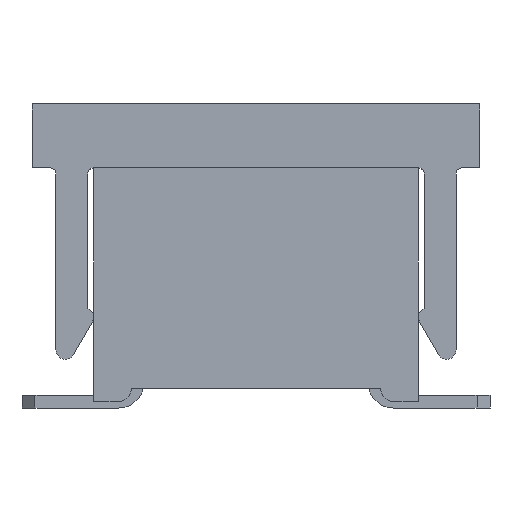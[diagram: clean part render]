
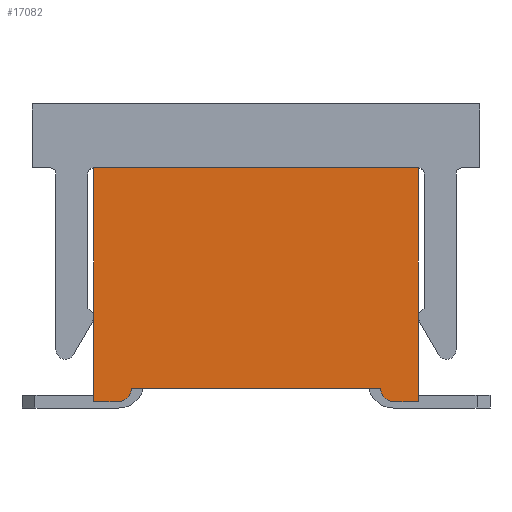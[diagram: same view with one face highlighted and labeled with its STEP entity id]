
A CAD part, front view. The second image highlights one B-rep face of the part: STEP entity #17082.
In plain terms, the highlighted face is planar.
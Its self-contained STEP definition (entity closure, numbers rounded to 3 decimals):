
#650=PLANE('',#18632);
#2604=LINE('',#28373,#4558);
#2607=LINE('',#28378,#4561);
#2608=LINE('',#28380,#4562);
#2609=LINE('',#28382,#4563);
#2610=LINE('',#28384,#4564);
#2611=LINE('',#28386,#4565);
#4558=VECTOR('',#23379,1000.);
#4561=VECTOR('',#23386,1000.);
#4562=VECTOR('',#23387,1000.);
#4563=VECTOR('',#23388,1000.);
#4564=VECTOR('',#23389,1000.);
#4565=VECTOR('',#23390,1000.);
#9274=ORIENTED_EDGE('',*,*,#11983,.T.);
#9275=ORIENTED_EDGE('',*,*,#11568,.T.);
#9276=ORIENTED_EDGE('',*,*,#11980,.F.);
#9277=ORIENTED_EDGE('',*,*,#11600,.T.);
#9278=ORIENTED_EDGE('',*,*,#11984,.T.);
#9279=ORIENTED_EDGE('',*,*,#11985,.T.);
#9280=ORIENTED_EDGE('',*,*,#11986,.T.);
#9281=ORIENTED_EDGE('',*,*,#11987,.T.);
#11568=EDGE_CURVE('',#13323,#13322,#14096,.T.);
#11600=EDGE_CURVE('',#13355,#13354,#14111,.T.);
#11980=EDGE_CURVE('',#13355,#13322,#2604,.T.);
#11983=EDGE_CURVE('',#13584,#13323,#2607,.T.);
#11984=EDGE_CURVE('',#13354,#13585,#2608,.T.);
#11985=EDGE_CURVE('',#13585,#13586,#2609,.T.);
#11986=EDGE_CURVE('',#13586,#13587,#2610,.T.);
#11987=EDGE_CURVE('',#13587,#13584,#2611,.T.);
#13322=VERTEX_POINT('',#27567);
#13323=VERTEX_POINT('',#27569);
#13354=VERTEX_POINT('',#27632);
#13355=VERTEX_POINT('',#27634);
#13584=VERTEX_POINT('',#28379);
#13585=VERTEX_POINT('',#28381);
#13586=VERTEX_POINT('',#28383);
#13587=VERTEX_POINT('',#28385);
#14096=CIRCLE('',#18483,0.2);
#14111=CIRCLE('',#18499,0.2);
#14988=EDGE_LOOP('',(#9274,#9275,#9276,#9277,#9278,#9279,#9280,#9281));
#15910=FACE_BOUND('',#14988,.T.);
#17082=ADVANCED_FACE('',(#15910),#650,.T.);
#18483=AXIS2_PLACEMENT_3D('',#27568,#22687,#22688);
#18499=AXIS2_PLACEMENT_3D('',#27633,#22736,#22737);
#18632=AXIS2_PLACEMENT_3D('',#28377,#23384,#23385);
#22687=DIRECTION('',(-1.,0.,0.));
#22688=DIRECTION('',(0.,0.,1.));
#22736=DIRECTION('',(-1.,0.,0.));
#22737=DIRECTION('',(0.,0.,1.));
#23379=DIRECTION('',(0.,1.,0.));
#23384=DIRECTION('',(-1.,0.,0.));
#23385=DIRECTION('',(0.,0.,1.));
#23386=DIRECTION('',(0.,-1.,0.));
#23387=DIRECTION('',(0.,-1.,0.));
#23388=DIRECTION('',(0.,0.,1.));
#23389=DIRECTION('',(0.,1.,0.));
#23390=DIRECTION('',(0.,0.,-1.));
#27567=CARTESIAN_POINT('',(-6.35,1.92,-1.6));
#27568=CARTESIAN_POINT('',(-6.35,2.12,-1.6));
#27569=CARTESIAN_POINT('',(-6.35,2.12,-1.8));
#27632=CARTESIAN_POINT('',(-6.35,-2.12,-1.8));
#27633=CARTESIAN_POINT('',(-6.35,-2.12,-1.6));
#27634=CARTESIAN_POINT('',(-6.35,-1.92,-1.6));
#28373=CARTESIAN_POINT('',(-6.35,0.,-1.6));
#28377=CARTESIAN_POINT('',(-6.35,0.,0.));
#28378=CARTESIAN_POINT('',(-6.35,2.5,-1.8));
#28379=CARTESIAN_POINT('',(-6.35,2.5,-1.8));
#28380=CARTESIAN_POINT('',(-6.35,2.5,-1.8));
#28381=CARTESIAN_POINT('',(-6.35,-2.5,-1.8));
#28382=CARTESIAN_POINT('',(-6.35,-2.5,-1.8));
#28383=CARTESIAN_POINT('',(-6.35,-2.5,1.8));
#28384=CARTESIAN_POINT('',(-6.35,-2.5,1.8));
#28385=CARTESIAN_POINT('',(-6.35,2.5,1.8));
#28386=CARTESIAN_POINT('',(-6.35,2.5,1.8));
